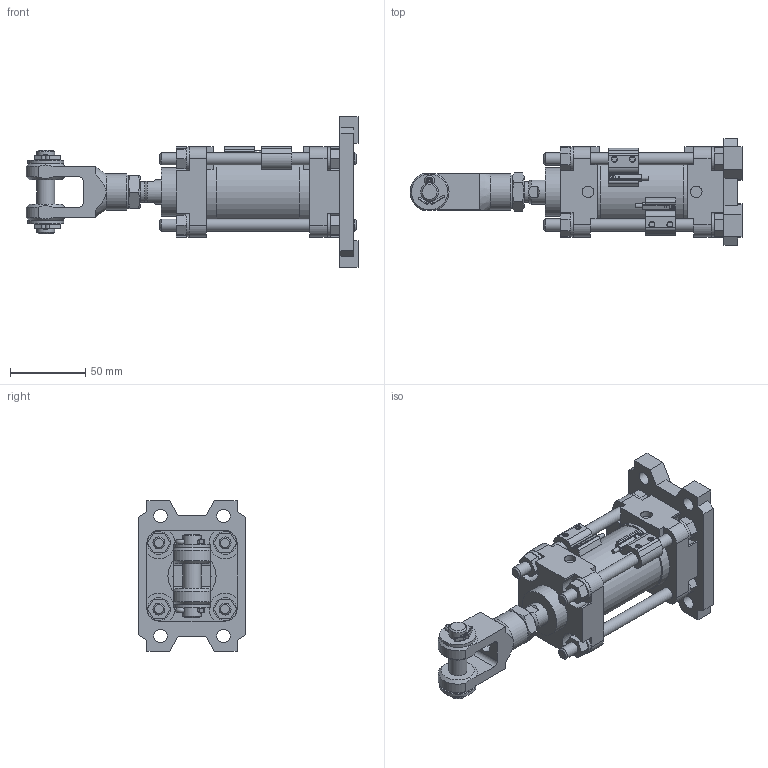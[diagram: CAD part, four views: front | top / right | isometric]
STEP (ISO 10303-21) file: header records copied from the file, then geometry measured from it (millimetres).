
FILE_DESCRIPTION(/* description */ ('CA2-Z/CDA2-Z-에어 실린더/표준형:복동·편로드'),/* implementation_level */ '2;1');
FILE_NAME(/* name */ '',/* time_stamp */ '2025-03-10T19:59:35+09:00',/* author */ ('nnnn'),/* organization */ ('SMC'),/* preprocessor_version */ 'ST-DEVELOPER v20',/* originating_system */ 'Autodesk Inventor 2025',/* authorisation */ '');
FILE_SCHEMA (('AUTOMOTIVE_DESIGN { 1 0 10303 214 3 1 1 }'));
Length unit declared in the file: millimetre
Products named in the file (7): CDA2G40-25Z-W-A93(0_0_0) (-) 알루미늄 
튜브; CA2G40-25Z(0)_BODY; CDA2G40-25Z_ROD; NT-04(40)_NT; CA2-Z_Y-04D_(40); CA2-F04_F; D-A93(40)_SW
Assembly tree (7 placements, depth 2):
  CDA2G40-25Z-W-A93(0_0_0) (-) 알루미늄 
튜브
    CA2G40-25Z(0)_BODY
    CDA2G40-25Z_ROD
    NT-04(40)_NT
    CA2-Z_Y-04D_(40)
    CA2-F04_F
    D-A93(40)_SW  x2
Bounding box: 221 x 71 x 100 mm (x, y, z)
Volume: 349395.7 mm3; surface area: 98147.3 mm2
Topology: 7 solids, 7 shells, 535 faces, 1333 edges, 870 vertices
Faces by surface type: plane 350, cylinder 142, cone 29, torus 14
Full cylindrical faces by diameter (mm): 1.8 x2, 2.1 x2, 2.5 x2, 2.7 x2, 4 x4, 7.8 x2, 8 x16, 9 x4, 10 x1, 11.445 x2, 12 x3, 12.376 x2, 14 x1, 15.4 x12, 16 x2, 20.8 x4, 24 x3, 32 x3, 40 x2, 45 x1, 47 x2
Entity records: 14684 total; most frequent: CARTESIAN_POINT 2896, DIRECTION 2408, ORIENTED_EDGE 2344, EDGE_CURVE 1172, AXIS2_PLACEMENT_3D 812, LINE 784, VECTOR 784, VERTEX_POINT 764
